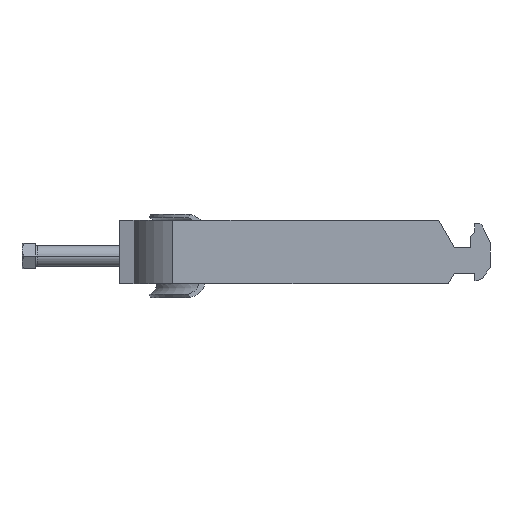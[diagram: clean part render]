
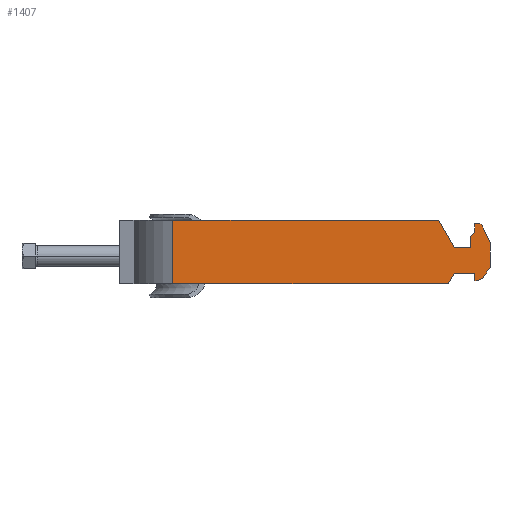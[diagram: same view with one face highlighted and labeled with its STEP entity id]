
A CAD part, left-side view. The second image highlights one B-rep face of the part: STEP entity #1407.
In plain terms, the highlighted planar face has unit normal (-1, 0, 0).
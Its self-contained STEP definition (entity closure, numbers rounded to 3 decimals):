
#53 = ORIENTED_EDGE ( 'NONE', *, *, #2616, .F. ) ;
#64 = VERTEX_POINT ( 'NONE', #10268 ) ;
#220 = LINE ( 'NONE', #4108, #5766 ) ;
#355 = VECTOR ( 'NONE', #11454, 1000. ) ;
#385 = EDGE_CURVE ( 'NONE', #5280, #5575, #3564, .T. ) ;
#426 = CARTESIAN_POINT ( 'NONE',  ( -28.5, -140., 12.5 ) ) ;
#645 = CARTESIAN_POINT ( 'NONE',  ( -28.5, -142., 11.25 ) ) ;
#667 = ORIENTED_EDGE ( 'NONE', *, *, #4600, .F. ) ;
#879 = VECTOR ( 'NONE', #9443, 1000. ) ;
#985 = CARTESIAN_POINT ( 'NONE',  ( -28.5, -143., -10.36 ) ) ;
#1009 = CARTESIAN_POINT ( 'NONE',  ( -28.5, -146., 3.75 ) ) ;
#1050 = VECTOR ( 'NONE', #11720, 1000. ) ;
#1209 = CARTESIAN_POINT ( 'NONE',  ( -28.5, -138.5, 1.75 ) ) ;
#1235 = LINE ( 'NONE', #2334, #4614 ) ;
#1305 = VECTOR ( 'NONE', #5991, 1000. ) ;
#1321 = CARTESIAN_POINT ( 'NONE',  ( -28.5, -180., -8.25 ) ) ;
#1407 = ADVANCED_FACE ( 'NONE', ( #11257 ), #12268, .F. ) ;
#1596 = ORIENTED_EDGE ( 'NONE', *, *, #8360, .F. ) ;
#1661 = ORIENTED_EDGE ( 'NONE', *, *, #4847, .F. ) ;
#1690 = VECTOR ( 'NONE', #6637, 1000. ) ;
#1701 = VECTOR ( 'NONE', #11445, 1000. ) ;
#1785 = LINE ( 'NONE', #7564, #1701 ) ;
#1938 = DIRECTION ( 'NONE',  ( 0., 1., 0. ) ) ;
#2059 = CARTESIAN_POINT ( 'NONE',  ( -28.5, -152.985, 28.097 ) ) ;
#2334 = CARTESIAN_POINT ( 'NONE',  ( -28.5, -182.373, 7.17 ) ) ;
#2359 = LINE ( 'NONE', #1321, #5971 ) ;
#2555 = CARTESIAN_POINT ( 'NONE',  ( -28.5, -146., 12.5 ) ) ;
#2562 = CARTESIAN_POINT ( 'NONE',  ( -28.5, -180., 12.5 ) ) ;
#2614 = LINE ( 'NONE', #2555, #8585 ) ;
#2616 = EDGE_CURVE ( 'NONE', #2840, #4144, #7785, .T. ) ;
#2632 = CARTESIAN_POINT ( 'NONE',  ( -28.5, -143.055, 10.365 ) ) ;
#2706 = ORIENTED_EDGE ( 'NONE', *, *, #385, .F. ) ;
#2738 = CARTESIAN_POINT ( 'NONE',  ( -28.5, -20.948, 12.5 ) ) ;
#2790 = DIRECTION ( 'NONE',  ( 0., 0., 1. ) ) ;
#2827 = ORIENTED_EDGE ( 'NONE', *, *, #7117, .T. ) ;
#2838 = EDGE_LOOP ( 'NONE', ( #4213, #1596, #7069, #1661, #7186, #2706, #9643, #9451, #53, #12456, #10674, #3233, #8652, #4903, #12331, #2827, #667, #7255 ) ) ;
#2840 = VERTEX_POINT ( 'NONE', #645 ) ;
#2955 = CARTESIAN_POINT ( 'NONE',  ( -28.5, -163.684, -6.945 ) ) ;
#3233 = ORIENTED_EDGE ( 'NONE', *, *, #9166, .F. ) ;
#3295 = CARTESIAN_POINT ( 'NONE',  ( -28.5, -129.546, -12.5 ) ) ;
#3463 = VERTEX_POINT ( 'NONE', #3295 ) ;
#3564 = LINE ( 'NONE', #10298, #9192 ) ;
#3645 = LINE ( 'NONE', #9423, #355 ) ;
#3724 = VERTEX_POINT ( 'NONE', #11164 ) ;
#3788 = LINE ( 'NONE', #10643, #9206 ) ;
#3849 = CARTESIAN_POINT ( 'NONE',  ( -28.5, -180., -11.25 ) ) ;
#4108 = CARTESIAN_POINT ( 'NONE',  ( -28.5, -139.345, -10.972 ) ) ;
#4137 = VERTEX_POINT ( 'NONE', #4514 ) ;
#4144 = VERTEX_POINT ( 'NONE', #2632 ) ;
#4187 = VERTEX_POINT ( 'NONE', #9600 ) ;
#4213 = ORIENTED_EDGE ( 'NONE', *, *, #5102, .F. ) ;
#4437 = DIRECTION ( 'NONE',  ( 0., 0., 1. ) ) ;
#4514 = CARTESIAN_POINT ( 'NONE',  ( -28.5, -138.5, 6.108 ) ) ;
#4600 = EDGE_CURVE ( 'NONE', #64, #10946, #9460, .T. ) ;
#4614 = VECTOR ( 'NONE', #7142, 1000. ) ;
#4615 = VERTEX_POINT ( 'NONE', #11490 ) ;
#4631 = LINE ( 'NONE', #8507, #6789 ) ;
#4735 = LINE ( 'NONE', #3849, #879 ) ;
#4847 = EDGE_CURVE ( 'NONE', #9926, #4187, #4735, .T. ) ;
#4903 = ORIENTED_EDGE ( 'NONE', *, *, #6263, .F. ) ;
#4916 = EDGE_CURVE ( 'NONE', #11108, #2840, #5557, .T. ) ;
#4970 = CARTESIAN_POINT ( 'NONE',  ( -28.5, -125.793, 12.5 ) ) ;
#5102 = EDGE_CURVE ( 'NONE', #9191, #3463, #10774, .T. ) ;
#5121 = VERTEX_POINT ( 'NONE', #12152 ) ;
#5201 = DIRECTION ( 'NONE',  ( 0., 1., 0. ) ) ;
#5280 = VERTEX_POINT ( 'NONE', #7556 ) ;
#5461 = DIRECTION ( 'NONE',  ( 0., 0.574, -0.819 ) ) ;
#5557 = LINE ( 'NONE', #10574, #1690 ) ;
#5575 = VERTEX_POINT ( 'NONE', #985 ) ;
#5647 = DIRECTION ( 'NONE',  ( 0., 1., 0. ) ) ;
#5766 = VECTOR ( 'NONE', #11919, 1000. ) ;
#5841 = CARTESIAN_POINT ( 'NONE',  ( -28.5, -140., 11.25 ) ) ;
#5851 = DIRECTION ( 'NONE',  ( 0., 0., 1. ) ) ;
#5918 = CARTESIAN_POINT ( 'NONE',  ( -28.5, -132., -8.25 ) ) ;
#5938 = DIRECTION ( 'NONE',  ( 0., 0.5, -0.866 ) ) ;
#5971 = VECTOR ( 'NONE', #5201, 1000. ) ;
#5980 = AXIS2_PLACEMENT_3D ( 'NONE', #2562, #10112, #10169 ) ;
#5991 = DIRECTION ( 'NONE',  ( 0., -0.574, 0.819 ) ) ;
#6166 = VECTOR ( 'NONE', #5851, 1000. ) ;
#6263 = EDGE_CURVE ( 'NONE', #4615, #7802, #10248, .T. ) ;
#6318 = EDGE_CURVE ( 'NONE', #4144, #12278, #1785, .T. ) ;
#6352 = VECTOR ( 'NONE', #2790, 1000. ) ;
#6417 = LINE ( 'NONE', #426, #9012 ) ;
#6450 = VERTEX_POINT ( 'NONE', #4970 ) ;
#6506 = EDGE_CURVE ( 'NONE', #5121, #11108, #8959, .T. ) ;
#6567 = EDGE_CURVE ( 'NONE', #4187, #3724, #6417, .T. ) ;
#6637 = DIRECTION ( 'NONE',  ( 0., -1., 0. ) ) ;
#6789 = VECTOR ( 'NONE', #5647, 1000. ) ;
#6877 = CARTESIAN_POINT ( 'NONE',  ( -28.5, -155.156, 29.896 ) ) ;
#7065 = LINE ( 'NONE', #6877, #1305 ) ;
#7069 = ORIENTED_EDGE ( 'NONE', *, *, #6567, .F. ) ;
#7117 = EDGE_CURVE ( 'NONE', #6450, #10946, #4631, .T. ) ;
#7142 = DIRECTION ( 'NONE',  ( 0., 0.914, -0.407 ) ) ;
#7186 = ORIENTED_EDGE ( 'NONE', *, *, #11426, .F. ) ;
#7255 = ORIENTED_EDGE ( 'NONE', *, *, #8884, .F. ) ;
#7556 = CARTESIAN_POINT ( 'NONE',  ( -28.5, -146., -6.075 ) ) ;
#7564 = CARTESIAN_POINT ( 'NONE',  ( -28.5, -148.374, -1.581 ) ) ;
#7785 = LINE ( 'NONE', #2955, #1050 ) ;
#7802 = VERTEX_POINT ( 'NONE', #1209 ) ;
#8074 = EDGE_CURVE ( 'NONE', #12278, #5280, #2614, .T. ) ;
#8360 = EDGE_CURVE ( 'NONE', #3724, #9191, #2359, .T. ) ;
#8396 = DIRECTION ( 'NONE',  ( 0., -1., 0. ) ) ;
#8446 = CARTESIAN_POINT ( 'NONE',  ( -28.5, -20.948, 12.5 ) ) ;
#8507 = CARTESIAN_POINT ( 'NONE',  ( -28.5, -180., 12.5 ) ) ;
#8569 = DIRECTION ( 'NONE',  ( 0., 0., -1. ) ) ;
#8585 = VECTOR ( 'NONE', #8569, 1000. ) ;
#8652 = ORIENTED_EDGE ( 'NONE', *, *, #10670, .F. ) ;
#8839 = CARTESIAN_POINT ( 'NONE',  ( -28.5, -140., 12.5 ) ) ;
#8884 = EDGE_CURVE ( 'NONE', #3463, #64, #3788, .T. ) ;
#8900 = CARTESIAN_POINT ( 'NONE',  ( -28.5, -141., -11.25 ) ) ;
#8959 = LINE ( 'NONE', #8839, #6166 ) ;
#9012 = VECTOR ( 'NONE', #4437, 1000. ) ;
#9166 = EDGE_CURVE ( 'NONE', #4137, #5121, #7065, .T. ) ;
#9170 = VECTOR ( 'NONE', #8396, 1000. ) ;
#9191 = VERTEX_POINT ( 'NONE', #5918 ) ;
#9192 = VECTOR ( 'NONE', #5461, 1000. ) ;
#9206 = VECTOR ( 'NONE', #1938, 1000. ) ;
#9225 = CARTESIAN_POINT ( 'NONE',  ( -28.5, -180., 1.75 ) ) ;
#9423 = CARTESIAN_POINT ( 'NONE',  ( -28.5, -138.5, 12.5 ) ) ;
#9443 = DIRECTION ( 'NONE',  ( 0., 1., 0. ) ) ;
#9451 = ORIENTED_EDGE ( 'NONE', *, *, #6318, .F. ) ;
#9460 = LINE ( 'NONE', #2738, #6352 ) ;
#9582 = EDGE_CURVE ( 'NONE', #6450, #4615, #220, .T. ) ;
#9600 = CARTESIAN_POINT ( 'NONE',  ( -28.5, -140., -11.25 ) ) ;
#9643 = ORIENTED_EDGE ( 'NONE', *, *, #8074, .F. ) ;
#9926 = VERTEX_POINT ( 'NONE', #8900 ) ;
#10112 = DIRECTION ( 'NONE',  ( 1., 0., 0. ) ) ;
#10169 = DIRECTION ( 'NONE',  ( 0., 1., 0. ) ) ;
#10248 = LINE ( 'NONE', #9225, #9170 ) ;
#10268 = CARTESIAN_POINT ( 'NONE',  ( -28.5, -20.948, -12.5 ) ) ;
#10298 = CARTESIAN_POINT ( 'NONE',  ( -28.5, -165.913, 22.364 ) ) ;
#10574 = CARTESIAN_POINT ( 'NONE',  ( -28.5, -180., 11.25 ) ) ;
#10643 = CARTESIAN_POINT ( 'NONE',  ( -28.5, -180., -12.5 ) ) ;
#10670 = EDGE_CURVE ( 'NONE', #7802, #4137, #3645, .T. ) ;
#10674 = ORIENTED_EDGE ( 'NONE', *, *, #6506, .F. ) ;
#10774 = LINE ( 'NONE', #2059, #11429 ) ;
#10946 = VERTEX_POINT ( 'NONE', #8446 ) ;
#11108 = VERTEX_POINT ( 'NONE', #5841 ) ;
#11164 = CARTESIAN_POINT ( 'NONE',  ( -28.5, -140., -8.25 ) ) ;
#11257 = FACE_OUTER_BOUND ( 'NONE', #2838, .T. ) ;
#11426 = EDGE_CURVE ( 'NONE', #5575, #9926, #1235, .T. ) ;
#11429 = VECTOR ( 'NONE', #5938, 1000. ) ;
#11445 = DIRECTION ( 'NONE',  ( 0., -0.407, -0.914 ) ) ;
#11454 = DIRECTION ( 'NONE',  ( 0., 0., 1. ) ) ;
#11490 = CARTESIAN_POINT ( 'NONE',  ( -28.5, -132., 1.75 ) ) ;
#11720 = DIRECTION ( 'NONE',  ( 0., -0.766, -0.643 ) ) ;
#11919 = DIRECTION ( 'NONE',  ( 0., -0.5, -0.866 ) ) ;
#12152 = CARTESIAN_POINT ( 'NONE',  ( -28.5, -140., 8.25 ) ) ;
#12268 = PLANE ( 'NONE',  #5980 ) ;
#12278 = VERTEX_POINT ( 'NONE', #1009 ) ;
#12331 = ORIENTED_EDGE ( 'NONE', *, *, #9582, .F. ) ;
#12456 = ORIENTED_EDGE ( 'NONE', *, *, #4916, .F. ) ;
